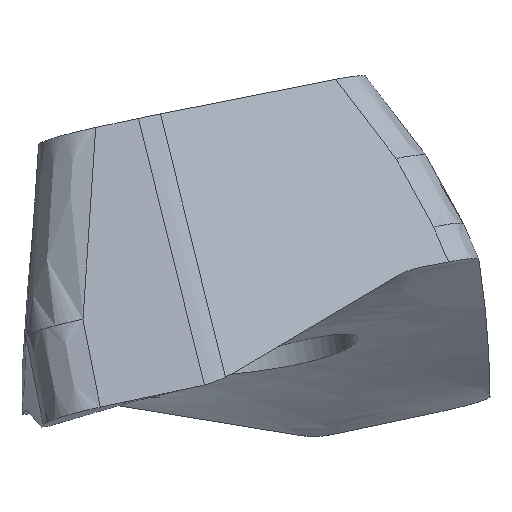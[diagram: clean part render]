
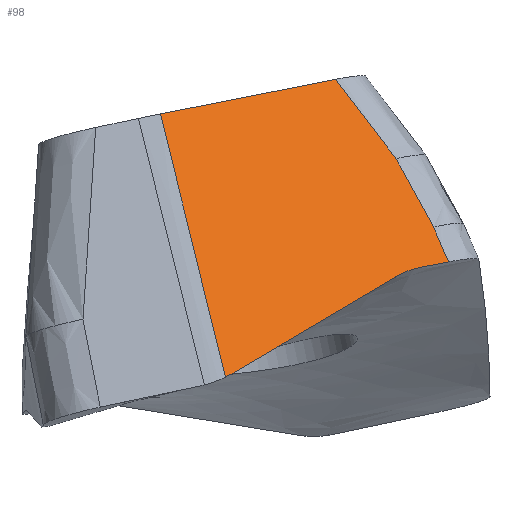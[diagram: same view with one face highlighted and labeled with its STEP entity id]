
A CAD part, top view. The second image highlights one B-rep face of the part: STEP entity #98.
In plain terms, the highlighted planar face has unit normal (0.064, 0.443, 0.894).
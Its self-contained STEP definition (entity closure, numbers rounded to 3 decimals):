
#77=(
BOUNDED_CURVE()
B_SPLINE_CURVE(3,(#3716,#3717,#3718,#3719),.UNSPECIFIED.,.F.,.F.)
B_SPLINE_CURVE_WITH_KNOTS((4,4),(0.,1.),.UNSPECIFIED.)
CURVE()
GEOMETRIC_REPRESENTATION_ITEM()
RATIONAL_B_SPLINE_CURVE((1.,1.,1.,1.))
REPRESENTATION_ITEM('')
);
#78=(
BOUNDED_CURVE()
B_SPLINE_CURVE(3,(#3721,#3722,#3723,#3724),.UNSPECIFIED.,.F.,.F.)
B_SPLINE_CURVE_WITH_KNOTS((4,4),(0.,1.),.UNSPECIFIED.)
CURVE()
GEOMETRIC_REPRESENTATION_ITEM()
RATIONAL_B_SPLINE_CURVE((1.,1.,1.,1.))
REPRESENTATION_ITEM('')
);
#98=ADVANCED_FACE('',(#130),#110,.F.);
#110=PLANE('',#576);
#130=FACE_OUTER_BOUND('',#152,.T.);
#152=EDGE_LOOP('',(#287,#288,#289,#290,#291,#292,#293,#294,#295,#296,#297,
#298));
#169=LINE('',#3835,#179);
#179=VECTOR('',#605,1.);
#287=ORIENTED_EDGE('',*,*,#482,.F.);
#288=ORIENTED_EDGE('',*,*,#489,.T.);
#289=ORIENTED_EDGE('',*,*,#480,.T.);
#290=ORIENTED_EDGE('',*,*,#490,.T.);
#291=ORIENTED_EDGE('',*,*,#491,.T.);
#292=ORIENTED_EDGE('',*,*,#492,.T.);
#293=ORIENTED_EDGE('',*,*,#493,.T.);
#294=ORIENTED_EDGE('',*,*,#494,.F.);
#295=ORIENTED_EDGE('',*,*,#495,.F.);
#296=ORIENTED_EDGE('',*,*,#487,.F.);
#297=ORIENTED_EDGE('',*,*,#486,.F.);
#298=ORIENTED_EDGE('',*,*,#483,.F.);
#401=VERTEX_POINT('',#3690);
#402=VERTEX_POINT('',#3695);
#403=VERTEX_POINT('',#3715);
#404=VERTEX_POINT('',#3720);
#405=VERTEX_POINT('',#3725);
#407=VERTEX_POINT('',#3783);
#408=VERTEX_POINT('',#3788);
#409=VERTEX_POINT('',#3840);
#410=VERTEX_POINT('',#3845);
#411=VERTEX_POINT('',#3850);
#412=VERTEX_POINT('',#3855);
#413=VERTEX_POINT('',#3860);
#480=EDGE_CURVE('',#401,#402,#552,.T.);
#482=EDGE_CURVE('',#403,#404,#77,.T.);
#483=EDGE_CURVE('',#404,#405,#78,.T.);
#486=EDGE_CURVE('',#405,#407,#554,.T.);
#487=EDGE_CURVE('',#407,#408,#555,.T.);
#489=EDGE_CURVE('',#403,#401,#169,.T.);
#490=EDGE_CURVE('',#402,#409,#557,.T.);
#491=EDGE_CURVE('',#409,#410,#558,.T.);
#492=EDGE_CURVE('',#410,#411,#559,.T.);
#493=EDGE_CURVE('',#411,#412,#560,.T.);
#494=EDGE_CURVE('',#413,#412,#561,.T.);
#495=EDGE_CURVE('',#408,#413,#562,.T.);
#552=B_SPLINE_CURVE_WITH_KNOTS('',3,(#3696,#3697,#3698,#3699),
 .UNSPECIFIED.,.F.,.F.,(4,4),(0.,1.),.UNSPECIFIED.);
#554=B_SPLINE_CURVE_WITH_KNOTS('',3,(#3779,#3780,#3781,#3782),
 .UNSPECIFIED.,.F.,.F.,(4,4),(0.,1.),.UNSPECIFIED.);
#555=B_SPLINE_CURVE_WITH_KNOTS('',3,(#3784,#3785,#3786,#3787),
 .UNSPECIFIED.,.F.,.F.,(4,4),(0.,1.),.UNSPECIFIED.);
#557=B_SPLINE_CURVE_WITH_KNOTS('',3,(#3836,#3837,#3838,#3839),
 .UNSPECIFIED.,.F.,.F.,(4,4),(0.,1.),.UNSPECIFIED.);
#558=B_SPLINE_CURVE_WITH_KNOTS('',3,(#3841,#3842,#3843,#3844),
 .UNSPECIFIED.,.F.,.F.,(4,4),(0.,1.),.UNSPECIFIED.);
#559=B_SPLINE_CURVE_WITH_KNOTS('',3,(#3846,#3847,#3848,#3849),
 .UNSPECIFIED.,.F.,.F.,(4,4),(0.,1.),.UNSPECIFIED.);
#560=B_SPLINE_CURVE_WITH_KNOTS('',3,(#3851,#3852,#3853,#3854),
 .UNSPECIFIED.,.F.,.F.,(4,4),(0.,1.),.UNSPECIFIED.);
#561=B_SPLINE_CURVE_WITH_KNOTS('',3,(#3856,#3857,#3858,#3859),
 .UNSPECIFIED.,.F.,.F.,(4,4),(0.,1.),.UNSPECIFIED.);
#562=B_SPLINE_CURVE_WITH_KNOTS('',3,(#3861,#3862,#3863,#3864),
 .UNSPECIFIED.,.F.,.F.,(4,4),(0.,1.),.UNSPECIFIED.);
#576=AXIS2_PLACEMENT_3D('',#3865,#606,#607);
#605=DIRECTION('',(-0.968,-0.191,0.164));
#606=DIRECTION('',(-0.064,-0.443,-0.894));
#607=DIRECTION('',(0.385,-0.838,0.387));
#3690=CARTESIAN_POINT('',(7.888,3.99,-29.815));
#3695=CARTESIAN_POINT('',(8.794,0.324,-28.065));
#3696=CARTESIAN_POINT('',(7.888,3.99,-29.815));
#3697=CARTESIAN_POINT('',(8.19,2.768,-29.231));
#3698=CARTESIAN_POINT('',(8.492,1.546,-28.648));
#3699=CARTESIAN_POINT('',(8.794,0.324,-28.065));
#3715=CARTESIAN_POINT('',(10.326,4.472,-30.229));
#3716=CARTESIAN_POINT('',(10.326,4.472,-30.229));
#3717=CARTESIAN_POINT('',(10.568,4.153,-30.088));
#3718=CARTESIAN_POINT('',(10.811,3.835,-29.948));
#3719=CARTESIAN_POINT('',(11.054,3.516,-29.808));
#3720=CARTESIAN_POINT('',(11.054,3.516,-29.808));
#3721=CARTESIAN_POINT('',(11.054,3.516,-29.808));
#3722=CARTESIAN_POINT('',(11.091,3.467,-29.786));
#3723=CARTESIAN_POINT('',(11.129,3.418,-29.765));
#3724=CARTESIAN_POINT('',(11.166,3.369,-29.743));
#3725=CARTESIAN_POINT('',(11.166,3.369,-29.743));
#3779=CARTESIAN_POINT('',(11.166,3.369,-29.743));
#3780=CARTESIAN_POINT('',(11.196,3.314,-29.718));
#3781=CARTESIAN_POINT('',(11.227,3.259,-29.693));
#3782=CARTESIAN_POINT('',(11.257,3.203,-29.668));
#3783=CARTESIAN_POINT('',(11.257,3.203,-29.668));
#3784=CARTESIAN_POINT('',(11.257,3.203,-29.668));
#3785=CARTESIAN_POINT('',(11.4,2.941,-29.548));
#3786=CARTESIAN_POINT('',(11.544,2.679,-29.429));
#3787=CARTESIAN_POINT('',(11.688,2.417,-29.309));
#3788=CARTESIAN_POINT('',(11.688,2.417,-29.309));
#3835=CARTESIAN_POINT('',(9.171,4.243,-30.033));
#3836=CARTESIAN_POINT('',(8.794,0.324,-28.065));
#3837=CARTESIAN_POINT('',(8.825,0.339,-28.074));
#3838=CARTESIAN_POINT('',(8.855,0.355,-28.085));
#3839=CARTESIAN_POINT('',(8.885,0.373,-28.095));
#3840=CARTESIAN_POINT('',(8.885,0.373,-28.095));
#3841=CARTESIAN_POINT('',(8.885,0.373,-28.095));
#3842=CARTESIAN_POINT('',(9.646,0.824,-28.374));
#3843=CARTESIAN_POINT('',(10.407,1.275,-28.652));
#3844=CARTESIAN_POINT('',(11.168,1.727,-28.93));
#3845=CARTESIAN_POINT('',(11.168,1.727,-28.93));
#3846=CARTESIAN_POINT('',(11.168,1.727,-28.93));
#3847=CARTESIAN_POINT('',(11.268,1.786,-28.967));
#3848=CARTESIAN_POINT('',(11.376,1.827,-28.995));
#3849=CARTESIAN_POINT('',(11.491,1.85,-29.014));
#3850=CARTESIAN_POINT('',(11.491,1.85,-29.014));
#3851=CARTESIAN_POINT('',(11.491,1.85,-29.014));
#3852=CARTESIAN_POINT('',(11.626,1.877,-29.037));
#3853=CARTESIAN_POINT('',(11.762,1.903,-29.06));
#3854=CARTESIAN_POINT('',(11.897,1.93,-29.083));
#3855=CARTESIAN_POINT('',(11.897,1.93,-29.083));
#3856=CARTESIAN_POINT('',(11.816,2.119,-29.171));
#3857=CARTESIAN_POINT('',(11.843,2.056,-29.142));
#3858=CARTESIAN_POINT('',(11.87,1.993,-29.112));
#3859=CARTESIAN_POINT('',(11.897,1.93,-29.083));
#3860=CARTESIAN_POINT('',(11.816,2.119,-29.171));
#3861=CARTESIAN_POINT('',(11.688,2.417,-29.309));
#3862=CARTESIAN_POINT('',(11.73,2.317,-29.263));
#3863=CARTESIAN_POINT('',(11.773,2.218,-29.217));
#3864=CARTESIAN_POINT('',(11.816,2.119,-29.171));
#3865=CARTESIAN_POINT('',(9.684,2.4,-29.157));
